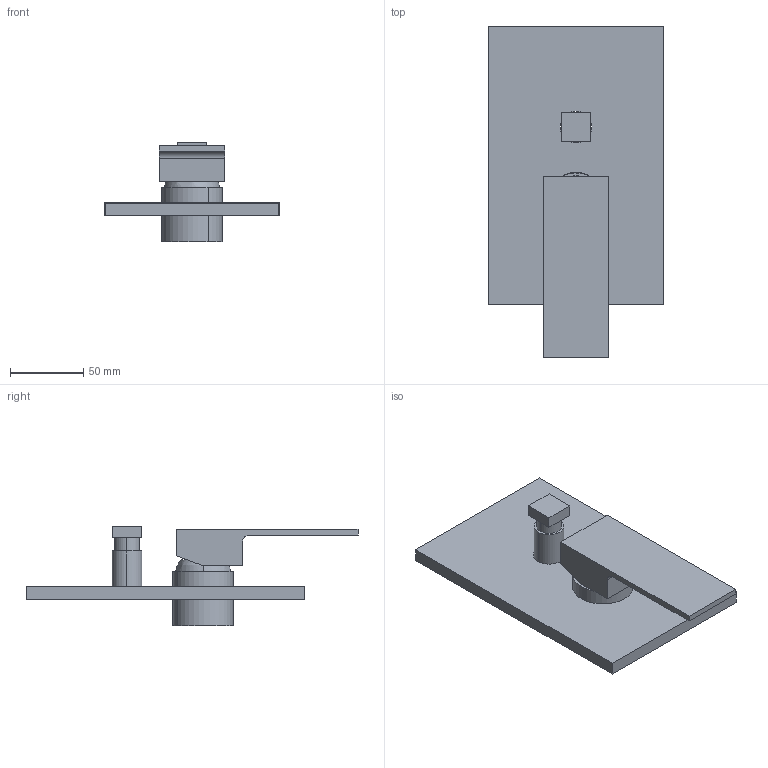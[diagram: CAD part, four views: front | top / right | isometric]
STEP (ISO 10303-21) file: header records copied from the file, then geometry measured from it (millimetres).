
FILE_DESCRIPTION (( 'STEP AP214' ), '1' );
FILE_NAME ('20188.STEP', '2024-02-08T14:09:13', ( '' ), ( '' ), 'SwSTEP 2.0', 'SolidWorks 2018', '' );
FILE_SCHEMA (( 'AUTOMOTIVE_DESIGN' ));
Length unit declared in the file: millimetre
Products named in the file (6): leva H uno incasso; pulsante incasso due vie quadro; cappuccio minimalista; 20188; piastra 20188; contenitore cart. diam.35
Assembly tree (5 placements, depth 2):
  20188
    contenitore cart. diam.35
    cappuccio minimalista
    pulsante incasso due vie quadro
    leva H uno incasso
    piastra 20188
Bounding box: 120 x 226.75 x 68.2 mm (x, y, z)
Volume: 120307.9 mm3; surface area: 86926.9 mm2
Topology: 5 solids, 5 shells, 60 faces, 135 edges, 90 vertices
Faces by surface type: plane 47, cylinder 11, bspline 2
Entity records: 1929 total; most frequent: CARTESIAN_POINT 319, DIRECTION 291, ORIENTED_EDGE 270, EDGE_CURVE 135, LINE 107, VECTOR 107, AXIS2_PLACEMENT_3D 92, VERTEX_POINT 90
